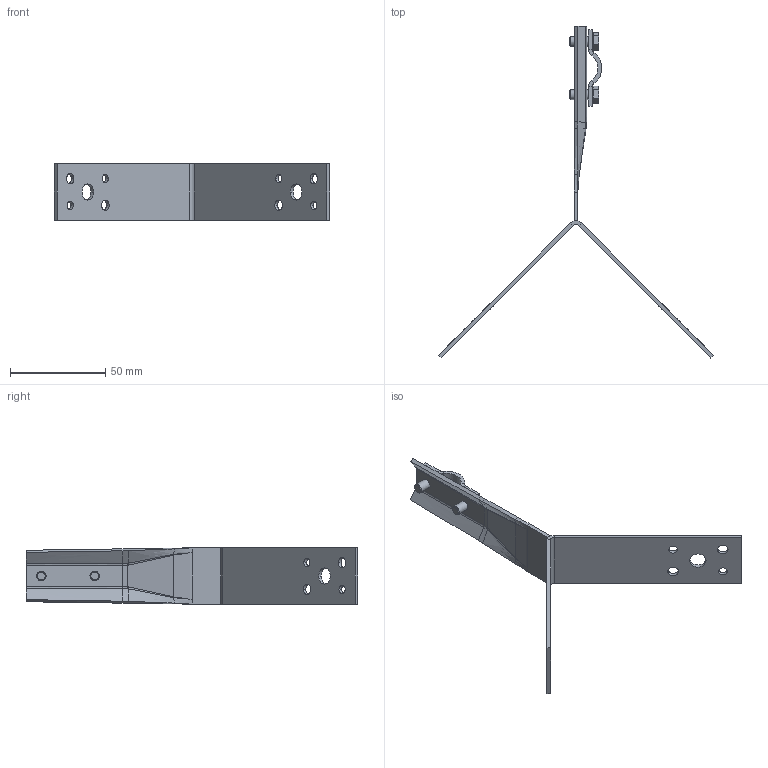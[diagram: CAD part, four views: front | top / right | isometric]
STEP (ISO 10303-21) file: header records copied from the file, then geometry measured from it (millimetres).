
FILE_DESCRIPTION (( 'STEP AP203' ), '1' );
FILE_NAME ('2101 Êîíüêîâûé äåðæàòåëü, âûñîòà Í - 8(ñì), äèàìåòð ïðîâîëîêè - 6-10 (ìì).STEP', '2024-03-05T06:24:14', ( '' ), ( '' ), 'SwSTEP 2.0', 'SolidWorks 2022', '' );
FILE_SCHEMA (( 'CONFIG_CONTROL_DESIGN' ));
Length unit declared in the file: millimetre
Products named in the file (6): 2101.102 Уголок; 2101.101 Прямой держатель; hex screw gradeab_iso_ISO 4017 - M5 x 12-N; 0711.001 Прижим; 2101.100 Коньковый держатель_00; 2101 Коньковый держатель, высота Н - 8(см), диаметр проволоки - 6-10 (мм)
Assembly tree (6 placements, depth 3):
  2101 Коньковый держатель, высота Н - 8(см), диаметр проволоки - 6-10 (мм)
    2101.100 Коньковый держатель_00
      2101.101 Прямой держатель
      2101.102 Уголок
    0711.001 Прижим
    hex screw gradeab_iso_ISO 4017 - M5 x 12-N  x2
Bounding box: 144.25 x 173.9 x 29.5 mm (x, y, z)
Volume: 19255.9 mm3; surface area: 21352.1 mm2
Topology: 5 solids, 5 shells, 192 faces, 452 edges, 272 vertices
Faces by surface type: plane 73, bspline 52, cylinder 47, cone 16, torus 4
Entity records: 6701 total; most frequent: CARTESIAN_POINT 2636, ORIENTED_EDGE 780, DIRECTION 586, EDGE_CURVE 390, VERTEX_POINT 238, AXIS2_PLACEMENT_3D 225, EDGE_LOOP 188, ADVANCED_FACE 161
